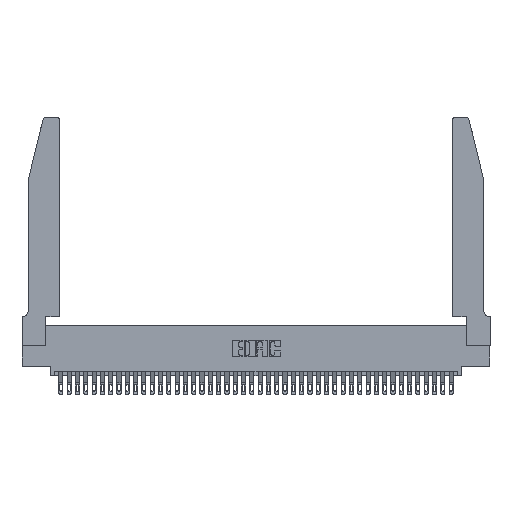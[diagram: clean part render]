
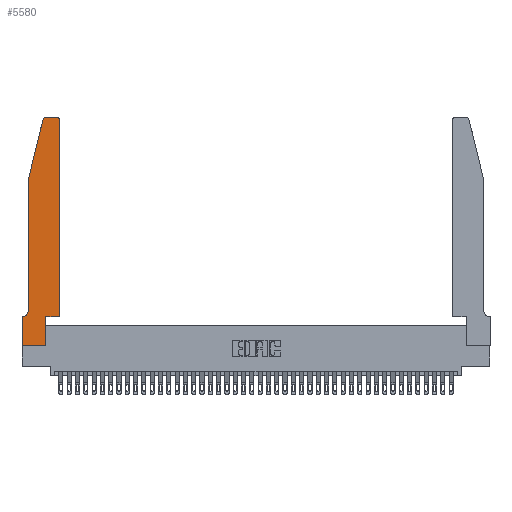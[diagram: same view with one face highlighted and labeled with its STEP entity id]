
A CAD part, top view. The second image highlights one B-rep face of the part: STEP entity #5580.
In plain terms, the highlighted planar face has unit normal (0, 0, 1).
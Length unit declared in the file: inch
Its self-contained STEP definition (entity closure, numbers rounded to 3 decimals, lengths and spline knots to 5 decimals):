
#170 = VECTOR ( 'NONE', #35534, 39.37008 ) ;
#598 = CARTESIAN_POINT ( 'NONE',  ( 0.0055, 0.42, 0.37 ) ) ;
#610 = CARTESIAN_POINT ( 'NONE',  ( 0.2865, 0.35, 0.37 ) ) ;
#1020 = ORIENTED_EDGE ( 'NONE', *, *, #33334, .T. ) ;
#1075 = ORIENTED_EDGE ( 'NONE', *, *, #1537, .T. ) ;
#1155 = DIRECTION ( 'NONE',  ( 0., 0., 1. ) ) ;
#1292 = LINE ( 'NONE', #33845, #31895 ) ;
#1379 = DIRECTION ( 'NONE',  ( 0., -1., 0. ) ) ;
#1534 = CARTESIAN_POINT ( 'NONE',  ( 0.0755, 2., 0.37 ) ) ;
#1537 = EDGE_CURVE ( 'NONE', #3773, #2197, #25135, .T. ) ;
#1837 = DIRECTION ( 'NONE',  ( 0., 1., 0. ) ) ;
#1870 = CARTESIAN_POINT ( 'NONE',  ( 0.25487, 2.72718, 0.37 ) ) ;
#2197 = VERTEX_POINT ( 'NONE', #33045 ) ;
#2400 = VERTEX_POINT ( 'NONE', #11605 ) ;
#3408 = VERTEX_POINT ( 'NONE', #9679 ) ;
#3773 = VERTEX_POINT ( 'NONE', #21131 ) ;
#3966 = DIRECTION ( 'NONE',  ( -1., 0., 0. ) ) ;
#4221 = CIRCLE ( 'NONE', #19345, 0.03 ) ;
#4528 = CARTESIAN_POINT ( 'NONE',  ( 0., 0., 0.37 ) ) ;
#4664 = PLANE ( 'NONE',  #8678 ) ;
#5580 = ADVANCED_FACE ( 'NONE', ( #6440 ), #4664, .T. ) ;
#5667 = VERTEX_POINT ( 'NONE', #1870 ) ;
#6070 = LINE ( 'NONE', #32547, #30964 ) ;
#6114 = CARTESIAN_POINT ( 'NONE',  ( 0.284, 2.72, 0.37 ) ) ;
#6440 = FACE_OUTER_BOUND ( 'NONE', #28853, .T. ) ;
#7919 = CARTESIAN_POINT ( 'NONE',  ( 0.4205, 2.72, 0.37 ) ) ;
#8055 = DIRECTION ( 'NONE',  ( 1., 0., 0. ) ) ;
#8678 = AXIS2_PLACEMENT_3D ( 'NONE', #20981, #1155, #8055 ) ;
#8931 = EDGE_CURVE ( 'NONE', #40158, #29458, #36788, .T. ) ;
#9477 = DIRECTION ( 'NONE',  ( 1., 0., 0. ) ) ;
#9679 = CARTESIAN_POINT ( 'NONE',  ( 0.0055, 0.35, 0.37 ) ) ;
#9693 = ORIENTED_EDGE ( 'NONE', *, *, #41224, .T. ) ;
#9786 = CARTESIAN_POINT ( 'NONE',  ( 0., 0.35, 0.37 ) ) ;
#9828 = EDGE_CURVE ( 'NONE', #38000, #5667, #4221, .T. ) ;
#10139 = LINE ( 'NONE', #41996, #170 ) ;
#11130 = VERTEX_POINT ( 'NONE', #16324 ) ;
#11225 = DIRECTION ( 'NONE',  ( 1., 0., 0. ) ) ;
#11415 = ORIENTED_EDGE ( 'NONE', *, *, #14618, .T. ) ;
#11483 = VECTOR ( 'NONE', #33476, 39.37008 ) ;
#11569 = AXIS2_PLACEMENT_3D ( 'NONE', #7919, #30558, #11225 ) ;
#11605 = CARTESIAN_POINT ( 'NONE',  ( 0.4505, 0.35, 0.37 ) ) ;
#11755 = EDGE_CURVE ( 'NONE', #23432, #17393, #28023, .T. ) ;
#13100 = CARTESIAN_POINT ( 'NONE',  ( 0.2865, 0., 0.37 ) ) ;
#13185 = ORIENTED_EDGE ( 'NONE', *, *, #15861, .T. ) ;
#14618 = EDGE_CURVE ( 'NONE', #2197, #38000, #10139, .T. ) ;
#15064 = CARTESIAN_POINT ( 'NONE',  ( 0.284, 2.75, 0.37 ) ) ;
#15861 = EDGE_CURVE ( 'NONE', #5667, #30191, #37740, .T. ) ;
#16324 = CARTESIAN_POINT ( 'NONE',  ( 0.0755, 0.42, 0.37 ) ) ;
#17393 = VERTEX_POINT ( 'NONE', #610 ) ;
#17434 = CARTESIAN_POINT ( 'NONE',  ( 0., 0., 0.37 ) ) ;
#17449 = ORIENTED_EDGE ( 'NONE', *, *, #18555, .T. ) ;
#17869 = ORIENTED_EDGE ( 'NONE', *, *, #11755, .T. ) ;
#18555 = EDGE_CURVE ( 'NONE', #11130, #3408, #33003, .T. ) ;
#19345 = AXIS2_PLACEMENT_3D ( 'NONE', #6114, #28837, #9477 ) ;
#20307 = CARTESIAN_POINT ( 'NONE',  ( 0.4505, 0.35, 0.37 ) ) ;
#20467 = VECTOR ( 'NONE', #1837, 39.37008 ) ;
#20658 = VECTOR ( 'NONE', #26214, 39.37008 ) ;
#20981 = CARTESIAN_POINT ( 'NONE',  ( 0., 0.35, 0.37 ) ) ;
#21131 = CARTESIAN_POINT ( 'NONE',  ( 0.4505, 2.72, 0.37 ) ) ;
#21516 = CARTESIAN_POINT ( 'NONE',  ( 0.2865, 0.35, 0.37 ) ) ;
#22996 = CARTESIAN_POINT ( 'NONE',  ( 0.0755, 2., 0.37 ) ) ;
#23432 = VERTEX_POINT ( 'NONE', #13100 ) ;
#23550 = DIRECTION ( 'NONE',  ( 0., 0., -1. ) ) ;
#23579 = ORIENTED_EDGE ( 'NONE', *, *, #24265, .T. ) ;
#23700 = LINE ( 'NONE', #37443, #39781 ) ;
#23723 = EDGE_CURVE ( 'NONE', #3408, #40158, #23700, .T. ) ;
#23794 = LINE ( 'NONE', #20307, #39867 ) ;
#24265 = EDGE_CURVE ( 'NONE', #29458, #23432, #37189, .T. ) ;
#24688 = DIRECTION ( 'NONE',  ( -1., 0., 0. ) ) ;
#25135 = CIRCLE ( 'NONE', #11569, 0.03 ) ;
#25215 = ORIENTED_EDGE ( 'NONE', *, *, #9828, .T. ) ;
#26214 = DIRECTION ( 'NONE',  ( -0.239, -0.971, 0. ) ) ;
#28023 = LINE ( 'NONE', #21516, #20467 ) ;
#28259 = VECTOR ( 'NONE', #30721, 39.37008 ) ;
#28837 = DIRECTION ( 'NONE',  ( 0., 0., 1. ) ) ;
#28853 = EDGE_LOOP ( 'NONE', ( #11415, #25215, #13185, #9693, #17449, #35646, #33144, #23579, #17869, #1020, #38176, #1075 ) ) ;
#29458 = VERTEX_POINT ( 'NONE', #4528 ) ;
#30191 = VERTEX_POINT ( 'NONE', #1534 ) ;
#30558 = DIRECTION ( 'NONE',  ( 0., 0., 1. ) ) ;
#30721 = DIRECTION ( 'NONE',  ( 0., -1., 0. ) ) ;
#30964 = VECTOR ( 'NONE', #35750, 39.37008 ) ;
#31895 = VECTOR ( 'NONE', #1379, 39.37008 ) ;
#32547 = CARTESIAN_POINT ( 'NONE',  ( 0.4505, 0.35, 0.37 ) ) ;
#33003 = CIRCLE ( 'NONE', #40846, 0.07 ) ;
#33045 = CARTESIAN_POINT ( 'NONE',  ( 0.4205, 2.75, 0.37 ) ) ;
#33144 = ORIENTED_EDGE ( 'NONE', *, *, #8931, .T. ) ;
#33334 = EDGE_CURVE ( 'NONE', #17393, #2400, #23794, .T. ) ;
#33476 = DIRECTION ( 'NONE',  ( 1., 0., 0. ) ) ;
#33845 = CARTESIAN_POINT ( 'NONE',  ( 0.0755, 2., 0.37 ) ) ;
#35534 = DIRECTION ( 'NONE',  ( -1., 0., 0. ) ) ;
#35646 = ORIENTED_EDGE ( 'NONE', *, *, #23723, .T. ) ;
#35750 = DIRECTION ( 'NONE',  ( 0., 1., 0. ) ) ;
#36318 = DIRECTION ( 'NONE',  ( 1., 0., 0. ) ) ;
#36788 = LINE ( 'NONE', #40256, #28259 ) ;
#37189 = LINE ( 'NONE', #17434, #11483 ) ;
#37443 = CARTESIAN_POINT ( 'NONE',  ( 0.0755, 0.35, 0.37 ) ) ;
#37740 = LINE ( 'NONE', #22996, #20658 ) ;
#38000 = VERTEX_POINT ( 'NONE', #15064 ) ;
#38176 = ORIENTED_EDGE ( 'NONE', *, *, #39635, .T. ) ;
#39635 = EDGE_CURVE ( 'NONE', #2400, #3773, #6070, .T. ) ;
#39781 = VECTOR ( 'NONE', #24688, 39.37008 ) ;
#39867 = VECTOR ( 'NONE', #36318, 39.37008 ) ;
#40158 = VERTEX_POINT ( 'NONE', #9786 ) ;
#40256 = CARTESIAN_POINT ( 'NONE',  ( 0., 0., 0.37 ) ) ;
#40846 = AXIS2_PLACEMENT_3D ( 'NONE', #598, #23550, #3966 ) ;
#41224 = EDGE_CURVE ( 'NONE', #30191, #11130, #1292, .T. ) ;
#41996 = CARTESIAN_POINT ( 'NONE',  ( 0.2605, 2.75, 0.37 ) ) ;
